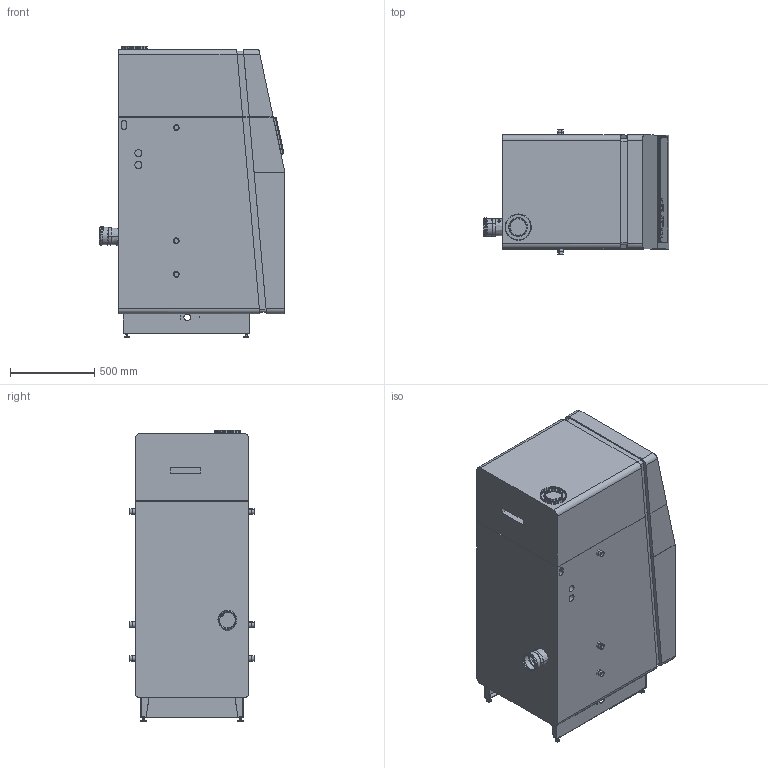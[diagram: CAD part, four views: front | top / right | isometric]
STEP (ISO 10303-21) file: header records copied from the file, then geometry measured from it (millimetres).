
FILE_DESCRIPTION(('CATIA V5 STEP Exchange'),'2;1');
FILE_NAME('4212685_UG_(70-100).stp','2014-04-03T15:26:56+00:00',('N.N.'),('Hovalwerke AG FL-9490 Vaduz'),'CATIA Version 5 Release 20 SP 7 (IN-10)','CATIA V5 STEP AP203','none');
FILE_SCHEMA(('CONFIG_CONTROL_DESIGN'));
Length unit declared in the file: millimetre
Products named in the file (6): 10409630_C83_000_00_UG (70-90) Planerdaten 3D CSM; 634366; 6025797; 6025655; 6014480; 2029048
Assembly tree (43 placements, depth 4):
  10409630_C83_000_00_UG (70-90) Planerdaten 3D CSM
    #58
    #5316
    #5491  x6
    634366  x4
      #5862
      #6905
      #7453
    6025797
      #7718
      #10176
      #13268
      6025655
        #13643
        #17008
        #21146
      #21495  x2
    6014480
      #23148
      #24204
      #24416
      #24585
      #25096
      #26815
      #27293
      #28221
      #28781
    2029048
      #28971
      #24585
      #26815
      #24416
    #30707
Bounding box: 1103.49 x 741 x 1731 mm (x, y, z)
Volume: 973181812.8 mm3; surface area: 16579118 mm2
Topology: 66 solids, 66 shells, 1681 faces, 3974 edges, 2479 vertices
Faces by surface type: plane 802, cylinder 532, cone 148, bspline 121, torus 64, revolution 8, extrusion 6
Entity records: 45226 total; most frequent: CARTESIAN_POINT 17869, ORIENTED_EDGE 6056, DIRECTION 4299, EDGE_CURVE 3028, VERTEX_POINT 1877, VECTOR 1748, LINE 1742, AXIS2_PLACEMENT_3D 1674
